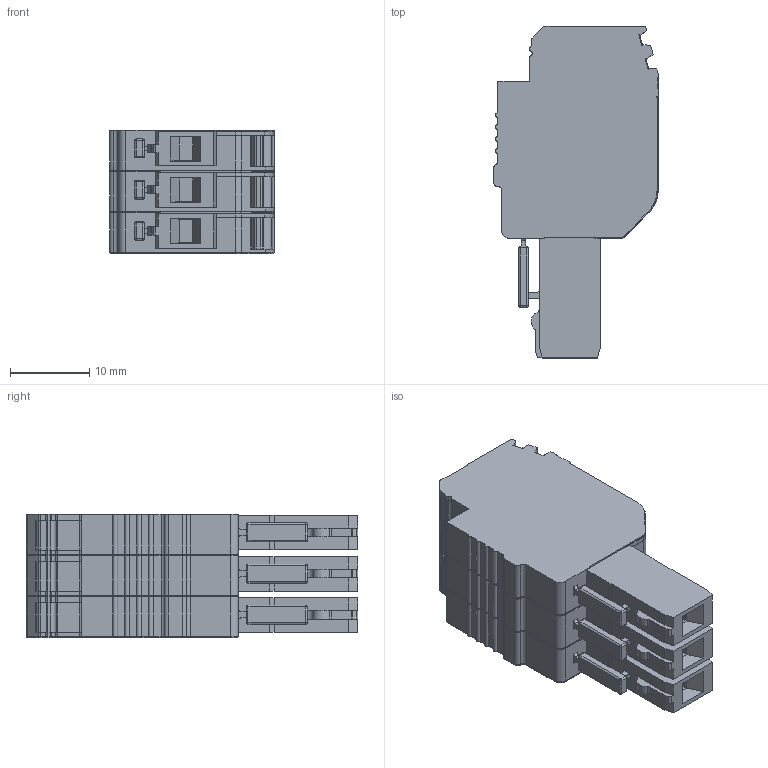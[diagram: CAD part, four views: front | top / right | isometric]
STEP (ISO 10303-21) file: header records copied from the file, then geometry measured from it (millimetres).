
FILE_DESCRIPTION (( 'STEP AP214' ), '1' );
FILE_NAME ('310389_SG_PT 2.5CS_3_Grey.STEP', '2017-09-28T08:00:38', ( '' ), ( '' ), 'SwSTEP 2.0', 'SolidWorks 2017', '' );
FILE_SCHEMA (( 'AUTOMOTIVE_DESIGN' ));
Length unit declared in the file: millimetre
Products named in the file (1): 310389_SG_PT 2.5CS_3_Grey
Bounding box: 20.78 x 41.9 x 15.6 mm (x, y, z)
Volume: 8668.7 mm3; surface area: 4276.9 mm2
Topology: 1 solids, 4 shells, 886 faces, 2497 edges, 1613 vertices
Faces by surface type: plane 570, cylinder 292, bspline 24
Entity records: 28626 total; most frequent: CARTESIAN_POINT 5360, ORIENTED_EDGE 4946, DIRECTION 4780, EDGE_CURVE 2473, LINE 1874, VECTOR 1874, VERTEX_POINT 1613, AXIS2_PLACEMENT_3D 1453
